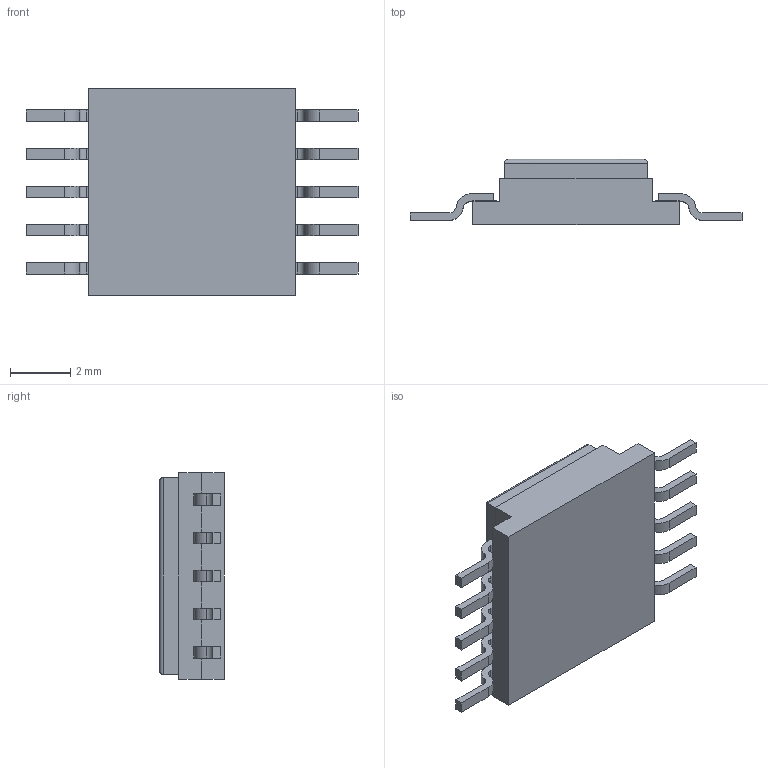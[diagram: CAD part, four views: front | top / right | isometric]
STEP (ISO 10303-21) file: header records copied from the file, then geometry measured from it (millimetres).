
FILE_DESCRIPTION (( 'STEP AP203' ), '1' );
FILE_NAME ('10pin-GW.STEP', '2020-07-01T18:47:45', ( '' ), ( '' ), 'SwSTEP 2.0', 'SolidWorks 2017', '' );
FILE_SCHEMA (( 'CONFIG_CONTROL_DESIGN' ));
Length unit declared in the file: inch
Products named in the file (1): 10pin-GW
Bounding box: 11.05 x 2.16 x 6.86 mm (x, y, z)
Volume: 85.2 mm3; surface area: 182.3 mm2
Topology: 1 solids, 1 shells, 223 faces, 636 edges, 416 vertices
Faces by surface type: plane 159, cylinder 64
Entity records: 7277 total; most frequent: CARTESIAN_POINT 1288, ORIENTED_EDGE 1272, DIRECTION 1200, EDGE_CURVE 636, VECTOR 512, LINE 512, VERTEX_POINT 416, AXIS2_PLACEMENT_3D 344
